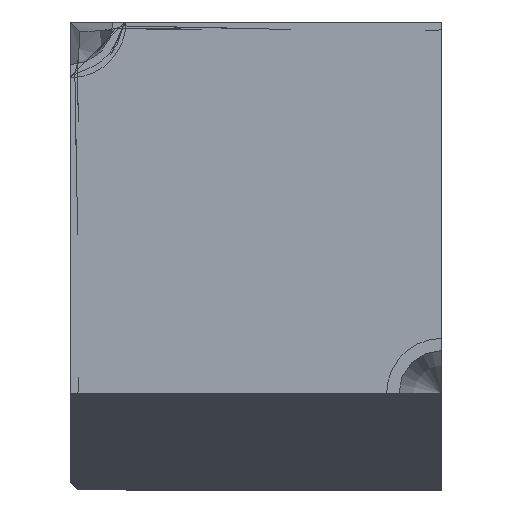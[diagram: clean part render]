
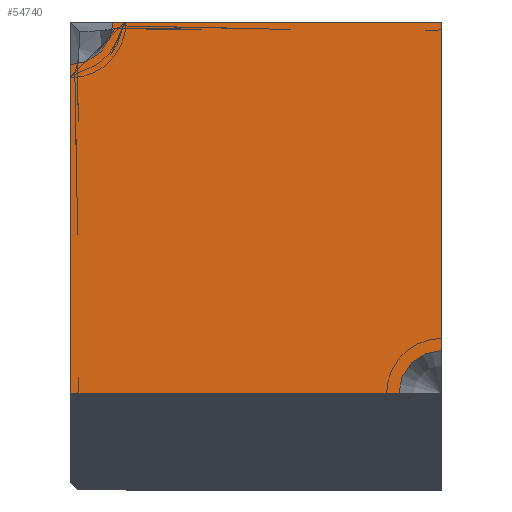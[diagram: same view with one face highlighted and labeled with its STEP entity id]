
A CAD part, top view. The second image highlights one B-rep face of the part: STEP entity #54740.
In plain terms, the highlighted planar face has unit normal (0, 0, 1).
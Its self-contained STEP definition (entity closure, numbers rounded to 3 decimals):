
#186 = EDGE_CURVE ( 'NONE', #43257, #5339, #7764, .T. ) ;
#329 = CARTESIAN_POINT ( 'NONE',  ( 10., -10., 1500. ) ) ;
#841 = AXIS2_PLACEMENT_3D ( 'NONE', #8996, #60578, #51534 ) ;
#1674 = EDGE_CURVE ( 'NONE', #36185, #42074, #44299, .T. ) ;
#1704 = EDGE_CURVE ( 'NONE', #42074, #40730, #53073, .T. ) ;
#2130 = ORIENTED_EDGE ( 'NONE', *, *, #47554, .T. ) ;
#3036 = ORIENTED_EDGE ( 'NONE', *, *, #31325, .T. ) ;
#3264 = VECTOR ( 'NONE', #60636, 1000. ) ;
#3316 = DIRECTION ( 'NONE',  ( 0., 0., -1. ) ) ;
#4467 = CARTESIAN_POINT ( 'NONE',  ( 10., -7.702, 1500. ) ) ;
#5050 = DIRECTION ( 'NONE',  ( 0., 0., -1. ) ) ;
#5235 = CARTESIAN_POINT ( 'NONE',  ( -7.702, 10., 1500. ) ) ;
#5339 = VERTEX_POINT ( 'NONE', #5235 ) ;
#7764 = LINE ( 'NONE', #21570, #52437 ) ;
#7840 = CIRCLE ( 'NONE', #31625, 2.298 ) ;
#8996 = CARTESIAN_POINT ( 'NONE',  ( 0., 0., 1500. ) ) ;
#15108 = CARTESIAN_POINT ( 'NONE',  ( 10., 10., 1500. ) ) ;
#17046 = DIRECTION ( 'NONE',  ( -1., 0., 0. ) ) ;
#18027 = CIRCLE ( 'NONE', #25506, 2.298 ) ;
#21570 = CARTESIAN_POINT ( 'NONE',  ( -10., 10., 1500. ) ) ;
#25506 = AXIS2_PLACEMENT_3D ( 'NONE', #329, #5050, #37829 ) ;
#27775 = DIRECTION ( 'NONE',  ( 0., 1., 0. ) ) ;
#30064 = ORIENTED_EDGE ( 'NONE', *, *, #36457, .T. ) ;
#31036 = VECTOR ( 'NONE', #27775, 1000. ) ;
#31325 = EDGE_CURVE ( 'NONE', #40730, #45456, #18027, .T. ) ;
#31625 = AXIS2_PLACEMENT_3D ( 'NONE', #59638, #3316, #36322 ) ;
#31853 = VECTOR ( 'NONE', #32977, 1000. ) ;
#32977 = DIRECTION ( 'NONE',  ( 0., -1., 0. ) ) ;
#33983 = CARTESIAN_POINT ( 'NONE',  ( 7.702, -10., 1500. ) ) ;
#34289 = CARTESIAN_POINT ( 'NONE',  ( -10., 7.702, 1500. ) ) ;
#36185 = VERTEX_POINT ( 'NONE', #34289 ) ;
#36322 = DIRECTION ( 'NONE',  ( 1., 0., 0. ) ) ;
#36457 = EDGE_CURVE ( 'NONE', #5339, #36185, #7840, .T. ) ;
#37829 = DIRECTION ( 'NONE',  ( 1., 0., 0. ) ) ;
#40730 = VERTEX_POINT ( 'NONE', #33983 ) ;
#41298 = CARTESIAN_POINT ( 'NONE',  ( 10., 10., 1500. ) ) ;
#42074 = VERTEX_POINT ( 'NONE', #44832 ) ;
#43257 = VERTEX_POINT ( 'NONE', #15108 ) ;
#44299 = LINE ( 'NONE', #51582, #31853 ) ;
#44651 = ORIENTED_EDGE ( 'NONE', *, *, #1674, .T. ) ;
#44832 = CARTESIAN_POINT ( 'NONE',  ( -10., -10., 1500. ) ) ;
#45456 = VERTEX_POINT ( 'NONE', #4467 ) ;
#45558 = FACE_OUTER_BOUND ( 'NONE', #51964, .T. ) ;
#46695 = CARTESIAN_POINT ( 'NONE',  ( -10., -10., 1500. ) ) ;
#47554 = EDGE_CURVE ( 'NONE', #45456, #43257, #52977, .T. ) ;
#51534 = DIRECTION ( 'NONE',  ( 1., 0., 0. ) ) ;
#51582 = CARTESIAN_POINT ( 'NONE',  ( -10., 10., 1500. ) ) ;
#51964 = EDGE_LOOP ( 'NONE', ( #58843, #3036, #2130, #58982, #30064, #44651 ) ) ;
#52437 = VECTOR ( 'NONE', #17046, 1000. ) ;
#52977 = LINE ( 'NONE', #41298, #31036 ) ;
#53073 = LINE ( 'NONE', #46695, #3264 ) ;
#54740 = ADVANCED_FACE ( 'NONE', ( #45558 ), #55873, .T. ) ;
#55873 = PLANE ( 'NONE',  #841 ) ;
#58843 = ORIENTED_EDGE ( 'NONE', *, *, #1704, .T. ) ;
#58982 = ORIENTED_EDGE ( 'NONE', *, *, #186, .T. ) ;
#59638 = CARTESIAN_POINT ( 'NONE',  ( -10., 10., 1500. ) ) ;
#60578 = DIRECTION ( 'NONE',  ( 0., 0., 1. ) ) ;
#60636 = DIRECTION ( 'NONE',  ( 1., 0., 0. ) ) ;
